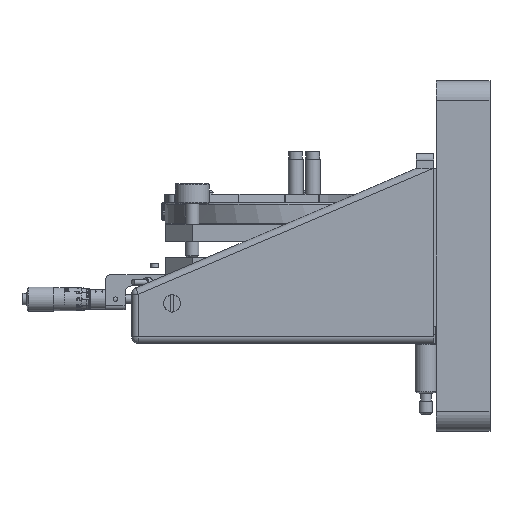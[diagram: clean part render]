
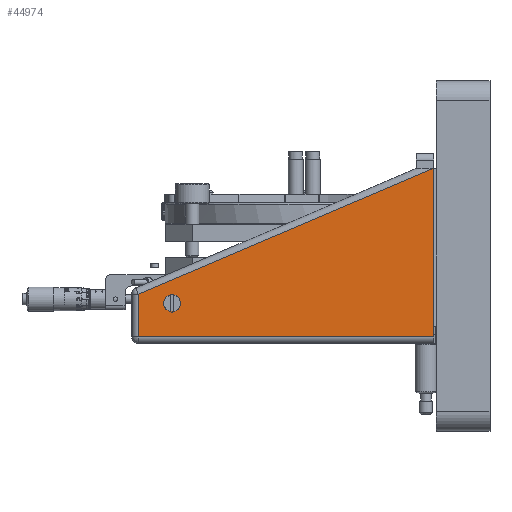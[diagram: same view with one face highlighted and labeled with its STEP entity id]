
A CAD part, left-side view. The second image highlights one B-rep face of the part: STEP entity #44974.
In plain terms, the highlighted planar face has unit normal (-1, 0, 0).
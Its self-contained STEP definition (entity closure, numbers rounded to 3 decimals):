
#960 = DIRECTION ( 'NONE',  ( 0., 0., -1. ) ) ;
#1928 = CARTESIAN_POINT ( 'NONE',  ( -170., -13.149, 79.889 ) ) ;
#4173 = DIRECTION ( 'NONE',  ( 0., -1., 0. ) ) ;
#5152 = EDGE_CURVE ( 'NONE', #48980, #27023, #36850, .T. ) ;
#8194 = CARTESIAN_POINT ( 'NONE',  ( -170., 21.5, -65. ) ) ;
#8582 = FACE_BOUND ( 'NONE', #33443, .T. ) ;
#9237 = EDGE_CURVE ( 'NONE', #50227, #10888, #34714, .T. ) ;
#10161 = VERTEX_POINT ( 'NONE', #54720 ) ;
#10888 = VERTEX_POINT ( 'NONE', #41465 ) ;
#12068 = FACE_OUTER_BOUND ( 'NONE', #30510, .T. ) ;
#13238 = DIRECTION ( 'NONE',  ( 0., 0., -1. ) ) ;
#13515 = AXIS2_PLACEMENT_3D ( 'NONE', #55244, #18866, #23800 ) ;
#13552 = AXIS2_PLACEMENT_3D ( 'NONE', #53144, #57536, #13238 ) ;
#15470 = ORIENTED_EDGE ( 'NONE', *, *, #9237, .T. ) ;
#17654 = VERTEX_POINT ( 'NONE', #42872 ) ;
#17923 = ORIENTED_EDGE ( 'NONE', *, *, #43383, .T. ) ;
#18866 = DIRECTION ( 'NONE',  ( -1., 0., 0. ) ) ;
#18927 = LINE ( 'NONE', #32015, #23962 ) ;
#22687 = CARTESIAN_POINT ( 'NONE',  ( -170., 21.756, 65. ) ) ;
#23109 = LINE ( 'NONE', #36441, #38526 ) ;
#23800 = DIRECTION ( 'NONE',  ( 0., 0., 1. ) ) ;
#23962 = VECTOR ( 'NONE', #49809, 1000. ) ;
#25642 = DIRECTION ( 'NONE',  ( 0., 0., 1. ) ) ;
#25718 = ORIENTED_EDGE ( 'NONE', *, *, #30289, .F. ) ;
#26325 = PLANE ( 'NONE',  #13552 ) ;
#27023 = VERTEX_POINT ( 'NONE', #46210 ) ;
#28123 = ORIENTED_EDGE ( 'NONE', *, *, #44071, .F. ) ;
#30086 = EDGE_CURVE ( 'NONE', #10888, #17654, #48947, .T. ) ;
#30289 = EDGE_CURVE ( 'NONE', #48980, #17654, #18927, .T. ) ;
#30348 = ORIENTED_EDGE ( 'NONE', *, *, #30086, .T. ) ;
#30510 = EDGE_LOOP ( 'NONE', ( #25718, #56912, #17923, #15470, #30348 ) ) ;
#32015 = CARTESIAN_POINT ( 'NONE',  ( -170., -19.5, 65. ) ) ;
#32057 = CIRCLE ( 'NONE', #13515, 6.125 ) ;
#33443 = EDGE_LOOP ( 'NONE', ( #28123 ) ) ;
#34714 = LINE ( 'NONE', #47838, #54207 ) ;
#36441 = CARTESIAN_POINT ( 'NONE',  ( -170., 240.5, 65. ) ) ;
#36850 = LINE ( 'NONE', #1928, #49841 ) ;
#37139 = DIRECTION ( 'NONE',  ( 0., 0.92, -0.392 ) ) ;
#38526 = VECTOR ( 'NONE', #960, 1000. ) ;
#40551 = CARTESIAN_POINT ( 'NONE',  ( -170., 240.5, -60. ) ) ;
#41465 = CARTESIAN_POINT ( 'NONE',  ( -170., 21.5, -60. ) ) ;
#42872 = CARTESIAN_POINT ( 'NONE',  ( -170., 21.5, 65. ) ) ;
#43383 = EDGE_CURVE ( 'NONE', #27023, #50227, #23109, .T. ) ;
#44071 = EDGE_CURVE ( 'NONE', #10161, #10161, #32057, .T. ) ;
#44974 = ADVANCED_FACE ( 'NONE', ( #8582, #12068 ), #26325, .F. ) ;
#46210 = CARTESIAN_POINT ( 'NONE',  ( -170., 240.5, -28.303 ) ) ;
#47838 = CARTESIAN_POINT ( 'NONE',  ( -170., 21.5, -60. ) ) ;
#48947 = LINE ( 'NONE', #8194, #57459 ) ;
#48980 = VERTEX_POINT ( 'NONE', #22687 ) ;
#49809 = DIRECTION ( 'NONE',  ( 0., -1., 0. ) ) ;
#49841 = VECTOR ( 'NONE', #37139, 1000. ) ;
#50227 = VERTEX_POINT ( 'NONE', #40551 ) ;
#53144 = CARTESIAN_POINT ( 'NONE',  ( -170., -19.5, 65. ) ) ;
#54207 = VECTOR ( 'NONE', #4173, 1000. ) ;
#54720 = CARTESIAN_POINT ( 'NONE',  ( -170., 215.5, -28.875 ) ) ;
#55244 = CARTESIAN_POINT ( 'NONE',  ( -170., 215.5, -35. ) ) ;
#56912 = ORIENTED_EDGE ( 'NONE', *, *, #5152, .T. ) ;
#57459 = VECTOR ( 'NONE', #25642, 1000. ) ;
#57536 = DIRECTION ( 'NONE',  ( 1., 0., 0. ) ) ;
